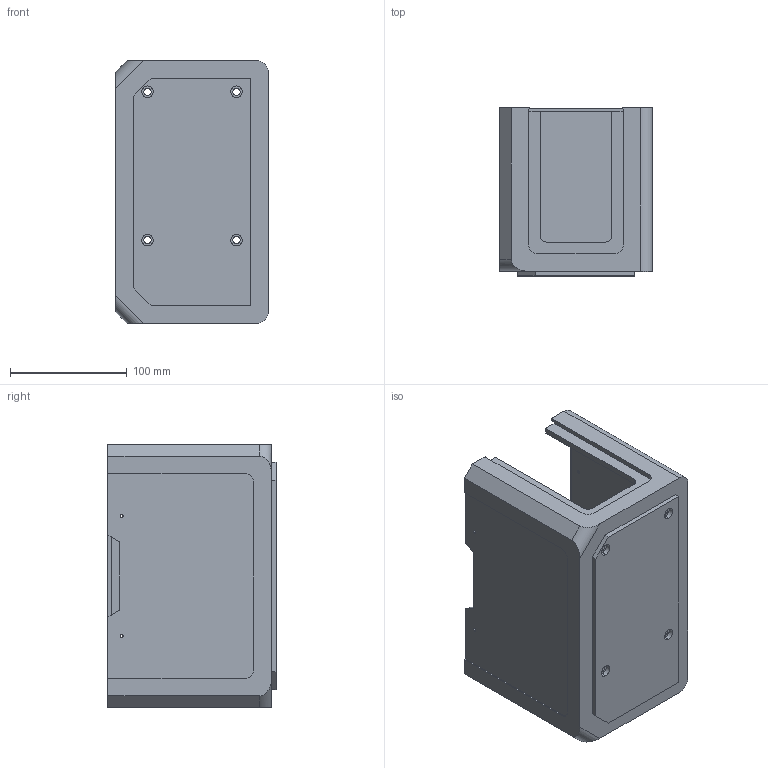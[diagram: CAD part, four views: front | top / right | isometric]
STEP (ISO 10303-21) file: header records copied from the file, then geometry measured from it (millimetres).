
FILE_DESCRIPTION (( 'STEP AP203' ), '1' );
FILE_NAME ('OuterBottomBen.STEP', '2018-10-23T04:16:18', ( '' ), ( '' ), 'SwSTEP 2.0', 'SolidWorks 2017', '' );
FILE_SCHEMA (( 'CONFIG_CONTROL_DESIGN' ));
Length unit declared in the file: millimetre
Products named in the file (1): OuterBottomBen
Bounding box: 130.8 x 144 x 225 mm (x, y, z)
Volume: 490884.1 mm3; surface area: 237001.9 mm2
Topology: 1 solids, 1 shells, 124 faces, 332 edges, 220 vertices
Faces by surface type: plane 70, cylinder 54
Entity records: 4009 total; most frequent: CARTESIAN_POINT 737, ORIENTED_EDGE 664, DIRECTION 662, EDGE_CURVE 332, AXIS2_PLACEMENT_3D 225, VERTEX_POINT 220, LINE 212, VECTOR 212
